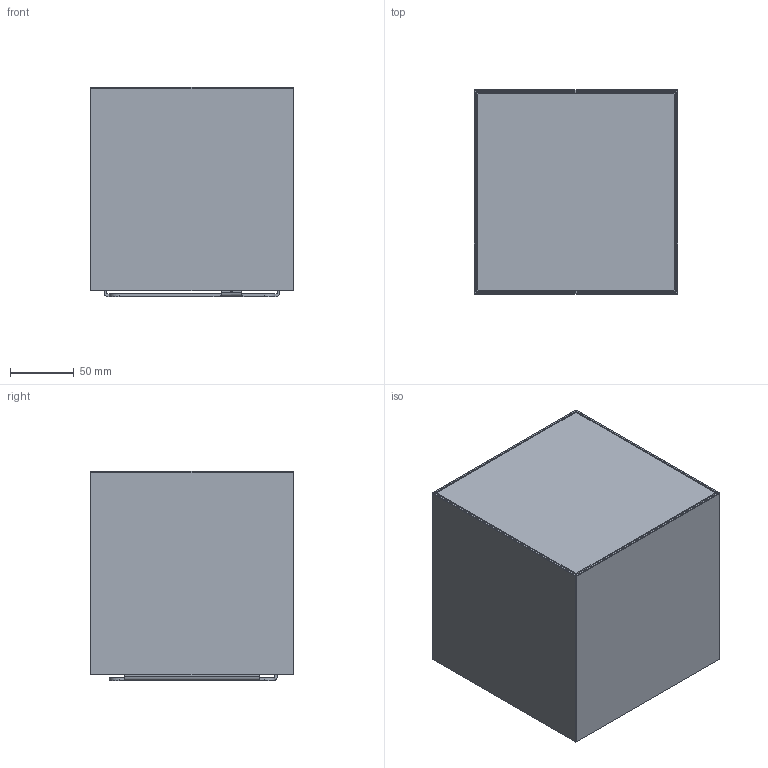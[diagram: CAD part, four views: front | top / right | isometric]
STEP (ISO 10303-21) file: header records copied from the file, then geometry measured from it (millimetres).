
FILE_DESCRIPTION(/* description */ (''),/* implementation_level */ '2;1');
FILE_NAME(/* name */ 'BASOLO ASIMM FISSO',/* time_stamp */ '2018-01-22T19:20:10+01:00',/* author */ (''),/* organization */ (''),/* preprocessor_version */ 'ST-DEVELOPER v15',/* originating_system */ '',/* authorisation */ '');
FILE_SCHEMA (('AUTOMOTIVE_DESIGN'));
Length unit declared in the file: millimetre
Products named in the file (1): Document
Bounding box: 160 x 160 x 164 mm (x, y, z)
Volume: 191293.6 mm3; surface area: 348899.5 mm2
Topology: 3 solids, 4 shells, 126 faces, 366 edges, 244 vertices
Faces by surface type: plane 67, bspline 59
Entity records: 4425 total; most frequent: CARTESIAN_POINT 2190, ORIENTED_EDGE 700, EDGE_CURVE 362, VERTEX_POINT 244, B_SPLINE_CURVE_WITH_KNOTS 240, EDGE_LOOP 153, ADVANCED_FACE 126, FACE_OUTER_BOUND 126
